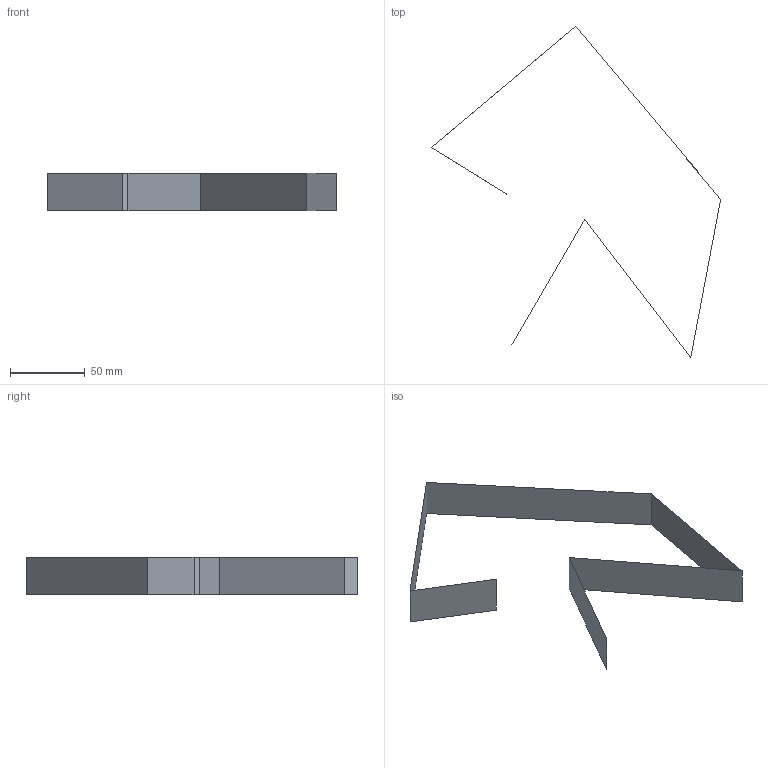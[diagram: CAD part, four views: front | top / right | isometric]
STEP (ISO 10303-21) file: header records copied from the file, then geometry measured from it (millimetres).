
FILE_DESCRIPTION( ( '' ), ' ' );
FILE_NAME( '5cd9e99025a5ee1785d3842e.step', '2019-05-13T22:02:57', ( '' ), ( '' ), ' ', ' ', ' ' );
FILE_SCHEMA( ( 'AUTOMOTIVE_DESIGN { 1 0 10303 214 1 1 1 1 }' ) );
Length unit declared in the file: metre
Products named in the file (1): Surface 1
Bounding box: 193.62 x 221.7 x 25.4 mm (x, y, z)
Surface area: 16718 mm2 (no closed solid volume)
Topology: 0 solids, 6 shells, 6 faces, 24 edges, 24 vertices
Faces by surface type: plane 6
Entity records: 312 total; most frequent: CARTESIAN_POINT 55, DIRECTION 38, ORIENTED_EDGE 24, EDGE_CURVE 24, VERTEX_POINT 24, LINE 24, VECTOR 24, AXIS2_PLACEMENT_3D 7
